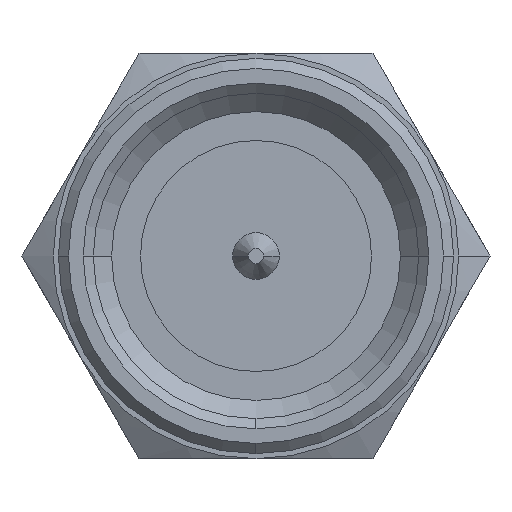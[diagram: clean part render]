
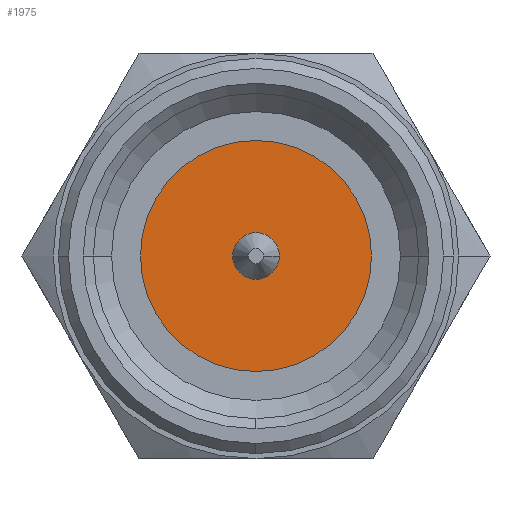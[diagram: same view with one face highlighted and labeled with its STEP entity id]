
A CAD part, left-side view. The second image highlights one B-rep face of the part: STEP entity #1975.
In plain terms, the highlighted planar face has unit normal (-1, 0, 0).
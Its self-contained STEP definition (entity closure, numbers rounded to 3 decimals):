
#111 = EDGE_CURVE ( 'NONE', #1006, #564, #364, .T. ) ;
#220 = DIRECTION ( 'NONE',  ( 0., -1., 0. ) ) ;
#309 = ORIENTED_EDGE ( 'NONE', *, *, #111, .T. ) ;
#364 = CIRCLE ( 'NONE', #1189, 2.28 ) ;
#380 = ORIENTED_EDGE ( 'NONE', *, *, #1623, .F. ) ;
#382 = DIRECTION ( 'NONE',  ( 0., 0., 1. ) ) ;
#389 = AXIS2_PLACEMENT_3D ( 'NONE', #1355, #400, #1305 ) ;
#400 = DIRECTION ( 'NONE',  ( -1., 0., 0. ) ) ;
#433 = AXIS2_PLACEMENT_3D ( 'NONE', #1159, #1917, #220 ) ;
#436 = AXIS2_PLACEMENT_3D ( 'NONE', #2061, #541, #916 ) ;
#502 = CARTESIAN_POINT ( 'NONE',  ( 3.15, 0., 0. ) ) ;
#541 = DIRECTION ( 'NONE',  ( 1., 0., 0. ) ) ;
#564 = VERTEX_POINT ( 'NONE', #1044 ) ;
#608 = CARTESIAN_POINT ( 'NONE',  ( 3.15, -0.46, 0. ) ) ;
#621 = VERTEX_POINT ( 'NONE', #734 ) ;
#662 = DIRECTION ( 'NONE',  ( 0., 1., 0. ) ) ;
#734 = CARTESIAN_POINT ( 'NONE',  ( 3.15, 0.46, 0. ) ) ;
#817 = PLANE ( 'NONE',  #2266 ) ;
#852 = EDGE_LOOP ( 'NONE', ( #309, #2140 ) ) ;
#916 = DIRECTION ( 'NONE',  ( 0., 1., 0. ) ) ;
#1006 = VERTEX_POINT ( 'NONE', #2408 ) ;
#1044 = CARTESIAN_POINT ( 'NONE',  ( 3.15, -2.28, 0. ) ) ;
#1056 = DIRECTION ( 'NONE',  ( -1., 0., 0. ) ) ;
#1159 = CARTESIAN_POINT ( 'NONE',  ( 3.15, 0., 0. ) ) ;
#1186 = FACE_BOUND ( 'NONE', #2368, .T. ) ;
#1189 = AXIS2_PLACEMENT_3D ( 'NONE', #502, #1056, #662 ) ;
#1305 = DIRECTION ( 'NONE',  ( 0., 1., 0. ) ) ;
#1355 = CARTESIAN_POINT ( 'NONE',  ( 3.15, 0., 0. ) ) ;
#1385 = DIRECTION ( 'NONE',  ( -1., 0., 0. ) ) ;
#1561 = CARTESIAN_POINT ( 'NONE',  ( 3.15, 0., 0. ) ) ;
#1623 = EDGE_CURVE ( 'NONE', #621, #2330, #2139, .T. ) ;
#1917 = DIRECTION ( 'NONE',  ( -1., 0., 0. ) ) ;
#1946 = FACE_OUTER_BOUND ( 'NONE', #852, .T. ) ;
#1975 = ADVANCED_FACE ( 'NONE', ( #1186, #1946 ), #817, .T. ) ;
#2004 = EDGE_CURVE ( 'NONE', #2330, #621, #2141, .T. ) ;
#2029 = CIRCLE ( 'NONE', #436, 2.28 ) ;
#2061 = CARTESIAN_POINT ( 'NONE',  ( 3.15, 0., 0. ) ) ;
#2103 = ORIENTED_EDGE ( 'NONE', *, *, #2004, .F. ) ;
#2139 = CIRCLE ( 'NONE', #389, 0.46 ) ;
#2140 = ORIENTED_EDGE ( 'NONE', *, *, #2207, .F. ) ;
#2141 = CIRCLE ( 'NONE', #433, 0.46 ) ;
#2207 = EDGE_CURVE ( 'NONE', #1006, #564, #2029, .T. ) ;
#2266 = AXIS2_PLACEMENT_3D ( 'NONE', #1561, #1385, #382 ) ;
#2330 = VERTEX_POINT ( 'NONE', #608 ) ;
#2368 = EDGE_LOOP ( 'NONE', ( #2103, #380 ) ) ;
#2408 = CARTESIAN_POINT ( 'NONE',  ( 3.15, 2.28, 0. ) ) ;
